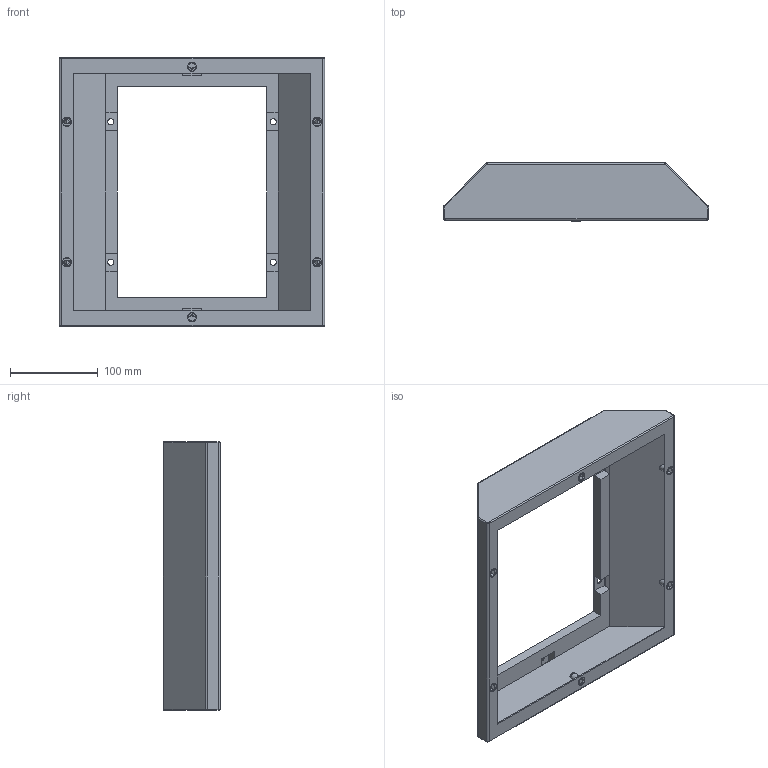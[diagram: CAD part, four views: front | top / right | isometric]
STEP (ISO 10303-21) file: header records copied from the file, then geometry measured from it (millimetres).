
FILE_DESCRIPTION (( 'STEP AP214' ), '1' );
FILE_NAME ('1013305.STEP', '2020-02-21T19:41:59', ( '' ), ( '' ), 'SwSTEP 2.0', 'SolidWorks 2019', '' );
FILE_SCHEMA (( 'AUTOMOTIVE_DESIGN' ));
Length unit declared in the file: inch
Products named in the file (1): 1013305
Bounding box: 302 x 65.6 x 306 mm (x, y, z)
Volume: 988707.4 mm3; surface area: 291522.2 mm2
Topology: 1 solids, 1 shells, 384 faces, 1178 edges, 716 vertices
Faces by surface type: plane 318, cylinder 50, torus 12, cone 4
Full cylindrical faces by diameter (mm): 5 x4, 7.2 x6, 8.9 x4, 10.2 x6
Entity records: 17956 total; most frequent: CARTESIAN_POINT 2333, ORIENTED_EDGE 2288, DIRECTION 2160, EDGE_CURVE 1144, LINE 850, VECTOR 850, VERTEX_POINT 702, AXIS2_PLACEMENT_3D 655
